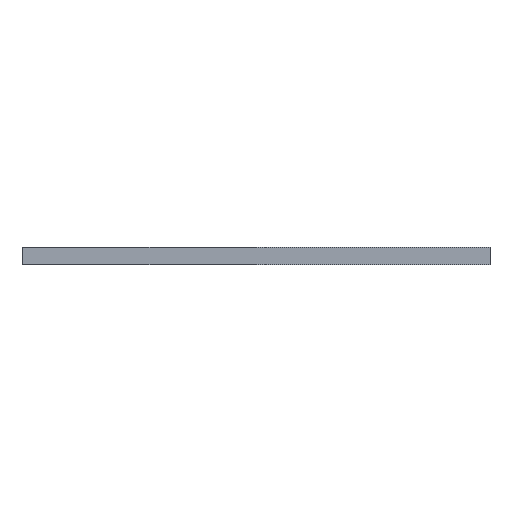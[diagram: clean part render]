
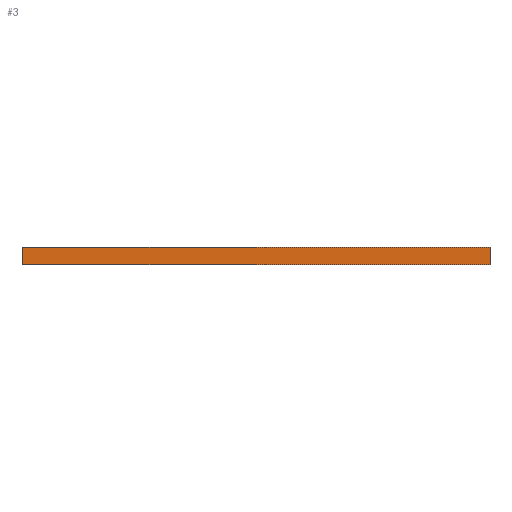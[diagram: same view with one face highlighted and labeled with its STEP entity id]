
A CAD part, left-side view. The second image highlights one B-rep face of the part: STEP entity #3.
In plain terms, the highlighted planar face has unit normal (-1, 0, 0).
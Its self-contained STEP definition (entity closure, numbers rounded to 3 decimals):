
#3 = ADVANCED_FACE ( 'NONE', ( #1746 ), #4963, .T. ) ;
#230 = CARTESIAN_POINT ( 'NONE',  ( -22.4, 22.875, 0.85 ) ) ;
#677 = CARTESIAN_POINT ( 'NONE',  ( -22.4, 22.875, -0.85 ) ) ;
#888 = VERTEX_POINT ( 'NONE', #6294 ) ;
#989 = EDGE_CURVE ( 'NONE', #888, #8106, #1558, .T. ) ;
#1558 = LINE ( 'NONE', #4434, #4448 ) ;
#1746 = FACE_OUTER_BOUND ( 'NONE', #4915, .T. ) ;
#1886 = CARTESIAN_POINT ( 'NONE',  ( -22.4, -22.875, 0.85 ) ) ;
#2747 = VERTEX_POINT ( 'NONE', #2775 ) ;
#2758 = VERTEX_POINT ( 'NONE', #677 ) ;
#2775 = CARTESIAN_POINT ( 'NONE',  ( -22.4, 22.875, 0.85 ) ) ;
#3112 = LINE ( 'NONE', #1886, #3881 ) ;
#3603 = DIRECTION ( 'NONE',  ( -1., 0., 0. ) ) ;
#3779 = CARTESIAN_POINT ( 'NONE',  ( -22.4, -22.875, -0.85 ) ) ;
#3881 = VECTOR ( 'NONE', #8335, 1000. ) ;
#4434 = CARTESIAN_POINT ( 'NONE',  ( -22.4, -22.875, 0.85 ) ) ;
#4448 = VECTOR ( 'NONE', #6608, 1000. ) ;
#4674 = DIRECTION ( 'NONE',  ( 0., 0., -1. ) ) ;
#4915 = EDGE_LOOP ( 'NONE', ( #8552, #6429, #9009, #5813 ) ) ;
#4963 = PLANE ( 'NONE',  #8931 ) ;
#5116 = EDGE_CURVE ( 'NONE', #888, #2747, #3112, .T. ) ;
#5577 = VECTOR ( 'NONE', #8095, 1000. ) ;
#5769 = CARTESIAN_POINT ( 'NONE',  ( -22.4, -22.875, -0.85 ) ) ;
#5804 = DIRECTION ( 'NONE',  ( 0., 0., 1. ) ) ;
#5813 = ORIENTED_EDGE ( 'NONE', *, *, #6521, .T. ) ;
#6294 = CARTESIAN_POINT ( 'NONE',  ( -22.4, -22.875, 0.85 ) ) ;
#6429 = ORIENTED_EDGE ( 'NONE', *, *, #989, .F. ) ;
#6521 = EDGE_CURVE ( 'NONE', #2747, #2758, #8278, .T. ) ;
#6608 = DIRECTION ( 'NONE',  ( 0., 0., -1. ) ) ;
#7473 = EDGE_CURVE ( 'NONE', #8106, #2758, #8392, .T. ) ;
#7830 = CARTESIAN_POINT ( 'NONE',  ( -22.4, -22.875, 0.85 ) ) ;
#8095 = DIRECTION ( 'NONE',  ( 0., 1., 0. ) ) ;
#8106 = VERTEX_POINT ( 'NONE', #3779 ) ;
#8278 = LINE ( 'NONE', #230, #9163 ) ;
#8335 = DIRECTION ( 'NONE',  ( 0., 1., 0. ) ) ;
#8392 = LINE ( 'NONE', #5769, #5577 ) ;
#8552 = ORIENTED_EDGE ( 'NONE', *, *, #7473, .F. ) ;
#8931 = AXIS2_PLACEMENT_3D ( 'NONE', #7830, #3603, #5804 ) ;
#9009 = ORIENTED_EDGE ( 'NONE', *, *, #5116, .T. ) ;
#9163 = VECTOR ( 'NONE', #4674, 1000. ) ;
